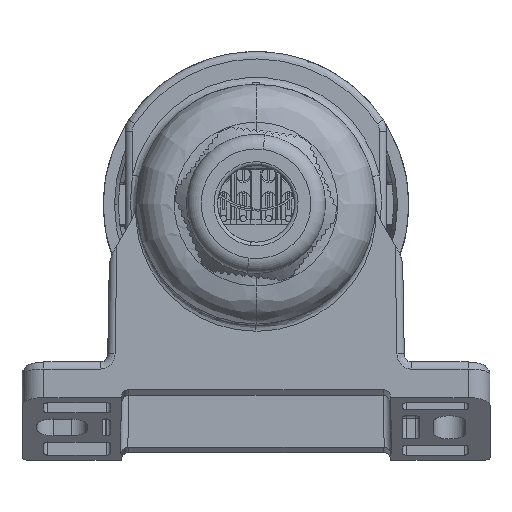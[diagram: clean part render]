
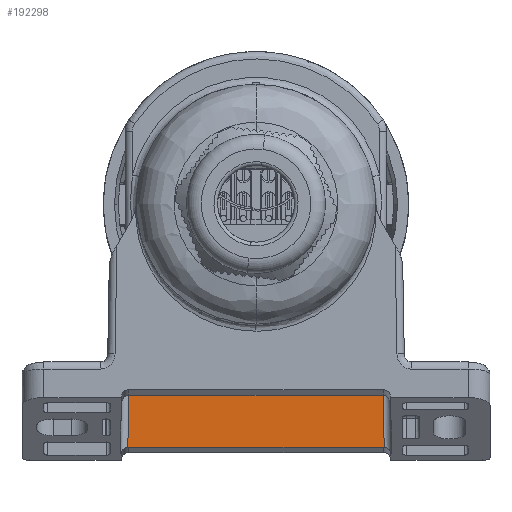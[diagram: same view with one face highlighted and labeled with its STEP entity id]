
A CAD part, top view. The second image highlights one B-rep face of the part: STEP entity #192298.
In plain terms, the highlighted planar face has unit normal (0, 0, 1).
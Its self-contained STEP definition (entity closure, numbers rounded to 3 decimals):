
#2084 = LINE ( 'NONE', #44435, #159010 ) ;
#2436 = CARTESIAN_POINT ( 'NONE',  ( -7.724, -21.928, 19.25 ) ) ;
#5875 = CARTESIAN_POINT ( 'NONE',  ( 17.529, -33.216, 19.25 ) ) ;
#8204 = VERTEX_POINT ( 'NONE', #173424 ) ;
#8946 = EDGE_CURVE ( 'NONE', #154240, #8204, #179242, .T. ) ;
#10475 = DIRECTION ( 'NONE',  ( 0., 0., 1. ) ) ;
#19533 = EDGE_CURVE ( 'NONE', #128425, #49778, #2084, .T. ) ;
#20853 = CARTESIAN_POINT ( 'NONE',  ( -17.494, -33.21, 19.25 ) ) ;
#22382 = CARTESIAN_POINT ( 'NONE',  ( 17.054, -7.606, 19.25 ) ) ;
#23913 = EDGE_CURVE ( 'NONE', #180998, #128425, #161178, .T. ) ;
#24272 = CARTESIAN_POINT ( 'NONE',  ( -15.203, -8.412, 19.25 ) ) ;
#28596 = ORIENTED_EDGE ( 'NONE', *, *, #93230, .F. ) ;
#31858 = CARTESIAN_POINT ( 'NONE',  ( 17.077, -8.878, 19.25 ) ) ;
#33630 = CARTESIAN_POINT ( 'NONE',  ( 7.723, -21.928, 19.25 ) ) ;
#36129 = CARTESIAN_POINT ( 'NONE',  ( -17.459, -33.208, 19.25 ) ) ;
#37411 = VERTEX_POINT ( 'NONE', #31858 ) ;
#44435 = CARTESIAN_POINT ( 'NONE',  ( -0.01, -33.208, 19.25 ) ) ;
#44741 = ORIENTED_EDGE ( 'NONE', *, *, #61707, .F. ) ;
#46263 = CARTESIAN_POINT ( 'NONE',  ( -17.424, -33.208, 19.25 ) ) ;
#49778 = VERTEX_POINT ( 'NONE', #176967 ) ;
#51831 = LINE ( 'NONE', #120254, #87516 ) ;
#56435 = DIRECTION ( 'NONE',  ( 0.019, 1., 0. ) ) ;
#61707 = EDGE_CURVE ( 'NONE', #37411, #107182, #51831, .T. ) ;
#63496 = CARTESIAN_POINT ( 'NONE',  ( -17.529, -33.214, 19.25 ) ) ;
#69886 = EDGE_LOOP ( 'NONE', ( #28596, #99125, #74483, #179195, #90750, #91488, #161735, #44741 ) ) ;
#74483 = ORIENTED_EDGE ( 'NONE', *, *, #8946, .F. ) ;
#81988 = CARTESIAN_POINT ( 'NONE',  ( -17.424, -33.208, 19.25 ) ) ;
#82778 = CARTESIAN_POINT ( 'NONE',  ( 17.488, -33.211, 19.25 ) ) ;
#83790 =( BOUNDED_CURVE ( )  B_SPLINE_CURVE ( 3, ( #98143, #113457, #22382, #128775 ),
 .UNSPECIFIED., .F., .F. ) 
 B_SPLINE_CURVE_WITH_KNOTS ( ( 4, 4 ),
 ( 0., 1. ),
 .UNSPECIFIED. ) 
 CURVE ( )  GEOMETRIC_REPRESENTATION_ITEM ( )  RATIONAL_B_SPLINE_CURVE ( ( 1., 0.506, 0.506, 1. ) ) 
 REPRESENTATION_ITEM ( '' )  );
#86265 = PLANE ( 'NONE',  #145568 ) ;
#87516 = VECTOR ( 'NONE', #135496, 1000. ) ;
#90750 = ORIENTED_EDGE ( 'NONE', *, *, #23913, .T. ) ;
#91488 = ORIENTED_EDGE ( 'NONE', *, *, #19533, .T. ) ;
#92751 = CARTESIAN_POINT ( 'NONE',  ( 15.202, -8.413, 19.25 ) ) ;
#93230 = EDGE_CURVE ( 'NONE', #109089, #37411, #83790, .T. ) ;
#94099 = CARTESIAN_POINT ( 'NONE',  ( -15.203, -8.412, 19.25 ) ) ;
#97346 = CARTESIAN_POINT ( 'NONE',  ( 17.446, -33.208, 19.25 ) ) ;
#97873 = B_SPLINE_CURVE_WITH_KNOTS ( 'NONE', 3,
 ( #112661, #97346, #82778, #189176 ),
 .UNSPECIFIED., .F., .F.,
 ( 4, 4 ),
 ( 0., 1. ),
 .UNSPECIFIED. ) ;
#98143 = CARTESIAN_POINT ( 'NONE',  ( 15.202, -8.413, 19.25 ) ) ;
#99125 = ORIENTED_EDGE ( 'NONE', *, *, #163343, .F. ) ;
#100014 = CARTESIAN_POINT ( 'NONE',  ( -17.077, -8.878, 19.25 ) ) ;
#101599 = CARTESIAN_POINT ( 'NONE',  ( -17.549, -34.25, 19.25 ) ) ;
#107182 = VERTEX_POINT ( 'NONE', #5875 ) ;
#108647 = FACE_OUTER_BOUND ( 'NONE', #69886, .T. ) ;
#109089 = VERTEX_POINT ( 'NONE', #92751 ) ;
#112661 = CARTESIAN_POINT ( 'NONE',  ( 17.404, -33.208, 19.25 ) ) ;
#112907 = CARTESIAN_POINT ( 'NONE',  ( -17.077, -8.878, 19.25 ) ) ;
#113457 = CARTESIAN_POINT ( 'NONE',  ( 15.818, -7.299, 19.25 ) ) ;
#115339 = CARTESIAN_POINT ( 'NONE',  ( -15.819, -7.3, 19.25 ) ) ;
#116817 = DIRECTION ( 'NONE',  ( 0., -1., 0. ) ) ;
#120254 = CARTESIAN_POINT ( 'NONE',  ( 17.077, -8.878, 19.25 ) ) ;
#128425 = VERTEX_POINT ( 'NONE', #46263 ) ;
#128775 = CARTESIAN_POINT ( 'NONE',  ( 17.077, -8.878, 19.25 ) ) ;
#129302 = EDGE_CURVE ( 'NONE', #180998, #154240, #172683, .T. ) ;
#135470 = DIRECTION ( 'NONE',  ( 1., 0., 0. ) ) ;
#135496 = DIRECTION ( 'NONE',  ( 0.019, -1., 0. ) ) ;
#139931 = CARTESIAN_POINT ( 'NONE',  ( 15.202, -8.413, 19.25 ) ) ;
#145568 = AXIS2_PLACEMENT_3D ( 'NONE', #192710, #10475, #116817 ) ;
#151931 =( BOUNDED_CURVE ( )  B_SPLINE_CURVE ( 3, ( #94099, #2436, #33630, #139931 ),
 .UNSPECIFIED., .F., .F. ) 
 B_SPLINE_CURVE_WITH_KNOTS ( ( 4, 4 ),
 ( 0., 1. ),
 .UNSPECIFIED. ) 
 CURVE ( )  GEOMETRIC_REPRESENTATION_ITEM ( )  RATIONAL_B_SPLINE_CURVE ( ( 1., 0.656, 0.656, 1. ) ) 
 REPRESENTATION_ITEM ( '' )  );
#154240 = VERTEX_POINT ( 'NONE', #112907 ) ;
#159010 = VECTOR ( 'NONE', #135470, 1000. ) ;
#161178 =( BOUNDED_CURVE ( )  B_SPLINE_CURVE ( 3, ( #173053, #20853, #36129, #81988 ),
 .UNSPECIFIED., .F., .F. ) 
 B_SPLINE_CURVE_WITH_KNOTS ( ( 4, 4 ),
 ( 3.036, 3.142 ),
 .UNSPECIFIED. ) 
 CURVE ( )  GEOMETRIC_REPRESENTATION_ITEM ( )  RATIONAL_B_SPLINE_CURVE ( ( 1., 0.999, 0.999, 1. ) ) 
 REPRESENTATION_ITEM ( '' )  );
#161735 = ORIENTED_EDGE ( 'NONE', *, *, #192814, .T. ) ;
#163157 = VECTOR ( 'NONE', #56435, 1000. ) ;
#163343 = EDGE_CURVE ( 'NONE', #8204, #109089, #151931, .T. ) ;
#172683 = LINE ( 'NONE', #101599, #163157 ) ;
#173053 = CARTESIAN_POINT ( 'NONE',  ( -17.529, -33.214, 19.25 ) ) ;
#173424 = CARTESIAN_POINT ( 'NONE',  ( -15.203, -8.412, 19.25 ) ) ;
#176967 = CARTESIAN_POINT ( 'NONE',  ( 17.404, -33.208, 19.25 ) ) ;
#179195 = ORIENTED_EDGE ( 'NONE', *, *, #129302, .F. ) ;
#179242 =( BOUNDED_CURVE ( )  B_SPLINE_CURVE ( 3, ( #100014, #191199, #115339, #24272 ),
 .UNSPECIFIED., .F., .F. ) 
 B_SPLINE_CURVE_WITH_KNOTS ( ( 4, 4 ),
 ( 0., 1. ),
 .UNSPECIFIED. ) 
 CURVE ( )  GEOMETRIC_REPRESENTATION_ITEM ( )  RATIONAL_B_SPLINE_CURVE ( ( 1., 0.506, 0.506, 1. ) ) 
 REPRESENTATION_ITEM ( '' )  );
#180998 = VERTEX_POINT ( 'NONE', #63496 ) ;
#189176 = CARTESIAN_POINT ( 'NONE',  ( 17.529, -33.216, 19.25 ) ) ;
#191199 = CARTESIAN_POINT ( 'NONE',  ( -17.054, -7.607, 19.25 ) ) ;
#192298 = ADVANCED_FACE ( 'NONE', ( #108647 ), #86265, .T. ) ;
#192710 = CARTESIAN_POINT ( 'NONE',  ( -18.23, 20.962, 19.25 ) ) ;
#192814 = EDGE_CURVE ( 'NONE', #49778, #107182, #97873, .T. ) ;
